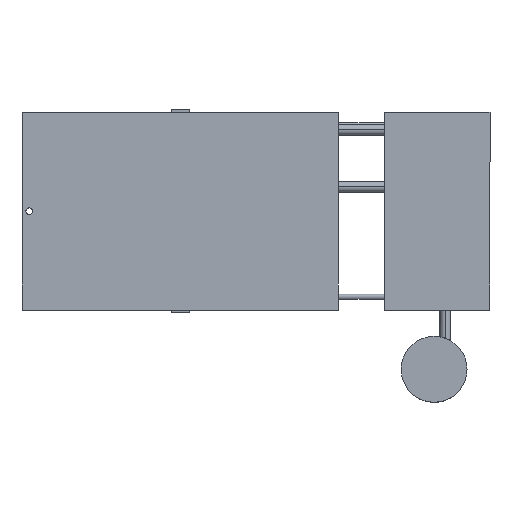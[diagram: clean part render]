
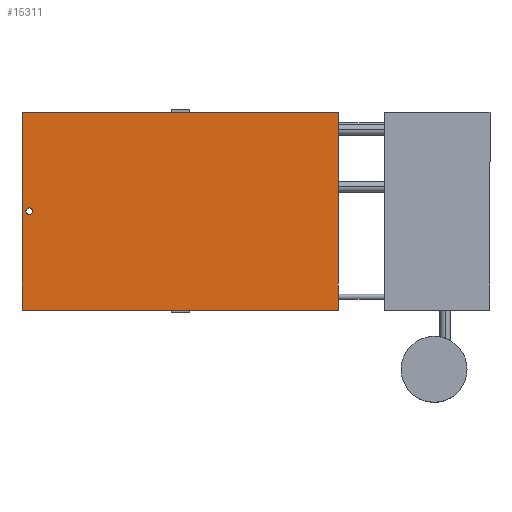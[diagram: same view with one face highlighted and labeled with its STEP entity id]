
A CAD part, front view. The second image highlights one B-rep face of the part: STEP entity #15311.
In plain terms, the highlighted face is planar.
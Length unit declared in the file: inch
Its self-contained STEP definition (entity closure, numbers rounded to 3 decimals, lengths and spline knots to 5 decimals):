
#214 = VERTEX_POINT ( 'NONE', #3065 ) ;
#1360 = LINE ( 'NONE', #19176, #17420 ) ;
#2005 = ORIENTED_EDGE ( 'NONE', *, *, #13432, .T. ) ;
#2437 = LINE ( 'NONE', #16159, #22841 ) ;
#3065 = CARTESIAN_POINT ( 'NONE',  ( 120., -75., 13. ) ) ;
#3181 = CIRCLE ( 'NONE', #13154, 2.5 ) ;
#3256 = DIRECTION ( 'NONE',  ( 0., 0., -1. ) ) ;
#3352 = DIRECTION ( 'NONE',  ( 0., 0., -1. ) ) ;
#4196 = AXIS2_PLACEMENT_3D ( 'NONE', #40972, #17851, #35103 ) ;
#5332 = EDGE_LOOP ( 'NONE', ( #15046, #14970 ) ) ;
#6061 = CARTESIAN_POINT ( 'NONE',  ( -117.00738, 0., 13. ) ) ;
#8017 = VECTOR ( 'NONE', #36420, 39.37008 ) ;
#10121 = EDGE_LOOP ( 'NONE', ( #2005, #14605, #29549, #12576 ) ) ;
#10234 = FACE_OUTER_BOUND ( 'NONE', #10121, .T. ) ;
#10871 = EDGE_CURVE ( 'NONE', #37551, #21480, #3181, .T. ) ;
#12576 = ORIENTED_EDGE ( 'NONE', *, *, #14996, .T. ) ;
#13154 = AXIS2_PLACEMENT_3D ( 'NONE', #17800, #3352, #39975 ) ;
#13432 = EDGE_CURVE ( 'NONE', #214, #15285, #44168, .T. ) ;
#13833 = DIRECTION ( 'NONE',  ( -1., 0., 0. ) ) ;
#14605 = ORIENTED_EDGE ( 'NONE', *, *, #45579, .T. ) ;
#14715 = LINE ( 'NONE', #17866, #8017 ) ;
#14970 = ORIENTED_EDGE ( 'NONE', *, *, #32068, .T. ) ;
#14996 = EDGE_CURVE ( 'NONE', #29198, #214, #14715, .T. ) ;
#15046 = ORIENTED_EDGE ( 'NONE', *, *, #10871, .T. ) ;
#15285 = VERTEX_POINT ( 'NONE', #33109 ) ;
#15311 = ADVANCED_FACE ( 'NONE', ( #32173, #10234 ), #46853, .F. ) ;
#16098 = CARTESIAN_POINT ( 'NONE',  ( -112.00738, 0., 13. ) ) ;
#16159 = CARTESIAN_POINT ( 'NONE',  ( -120., -75., 13. ) ) ;
#17420 = VECTOR ( 'NONE', #44711, 39.37008 ) ;
#17800 = CARTESIAN_POINT ( 'NONE',  ( -114.50738, 0., 13. ) ) ;
#17851 = DIRECTION ( 'NONE',  ( 0., 0., -1. ) ) ;
#17866 = CARTESIAN_POINT ( 'NONE',  ( -120., -75., 13. ) ) ;
#18960 = EDGE_CURVE ( 'NONE', #41974, #29198, #2437, .T. ) ;
#19176 = CARTESIAN_POINT ( 'NONE',  ( -120., 75., 13. ) ) ;
#20998 = VECTOR ( 'NONE', #29715, 39.37008 ) ;
#21480 = VERTEX_POINT ( 'NONE', #16098 ) ;
#22841 = VECTOR ( 'NONE', #27250, 39.37008 ) ;
#27250 = DIRECTION ( 'NONE',  ( 0., -1., 0. ) ) ;
#28060 = CIRCLE ( 'NONE', #4196, 2.5 ) ;
#28935 = CARTESIAN_POINT ( 'NONE',  ( -120., 75., 13. ) ) ;
#29198 = VERTEX_POINT ( 'NONE', #32773 ) ;
#29549 = ORIENTED_EDGE ( 'NONE', *, *, #18960, .T. ) ;
#29715 = DIRECTION ( 'NONE',  ( 0., 1., 0. ) ) ;
#32068 = EDGE_CURVE ( 'NONE', #21480, #37551, #28060, .T. ) ;
#32173 = FACE_BOUND ( 'NONE', #5332, .T. ) ;
#32773 = CARTESIAN_POINT ( 'NONE',  ( -120., -75., 13. ) ) ;
#33109 = CARTESIAN_POINT ( 'NONE',  ( 120., 75., 13. ) ) ;
#34178 = AXIS2_PLACEMENT_3D ( 'NONE', #47330, #3256, #13833 ) ;
#35103 = DIRECTION ( 'NONE',  ( -1., 0., 0. ) ) ;
#36420 = DIRECTION ( 'NONE',  ( 1., 0., 0. ) ) ;
#36468 = CARTESIAN_POINT ( 'NONE',  ( 120., -75., 13. ) ) ;
#37551 = VERTEX_POINT ( 'NONE', #6061 ) ;
#39975 = DIRECTION ( 'NONE',  ( -1., 0., 0. ) ) ;
#40972 = CARTESIAN_POINT ( 'NONE',  ( -114.50738, 0., 13. ) ) ;
#41974 = VERTEX_POINT ( 'NONE', #28935 ) ;
#44168 = LINE ( 'NONE', #36468, #20998 ) ;
#44711 = DIRECTION ( 'NONE',  ( -1., 0., 0. ) ) ;
#45579 = EDGE_CURVE ( 'NONE', #15285, #41974, #1360, .T. ) ;
#46853 = PLANE ( 'NONE',  #34178 ) ;
#47330 = CARTESIAN_POINT ( 'NONE',  ( 0., 0., 13. ) ) ;
